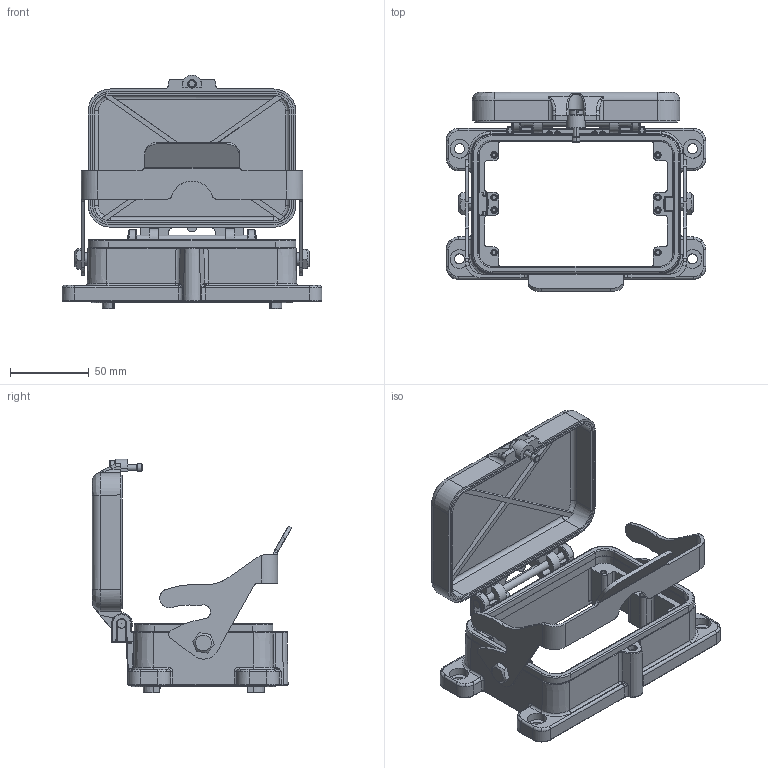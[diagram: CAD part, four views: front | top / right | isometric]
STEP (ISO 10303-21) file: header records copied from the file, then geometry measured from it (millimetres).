
FILE_DESCRIPTION (( 'STEP AP203' ), '1' );
FILE_NAME ('H48B-MBK-1L_S-CV.STP', '2017-08-30T12:11:05', ( '微软用户' ), ( '微软中国' ), 'SwSTEP 2.0', 'SolidWorks 2012', '' );
FILE_SCHEMA (( 'CONFIG_CONTROL_DESIGN' ));
Products named in the file (1): H48B-MBK-1L_S-CV
Bounding box: 164.99 x 126.52 x 148.6 mm (x, y, z)
Volume: 219308.2 mm3; surface area: 118896.8 mm2
Topology: 1 solids, 3 shells, 1270 faces, 3200 edges, 1947 vertices
Faces by surface type: cylinder 460, bspline 364, plane 341, cone 95, torus 10
Entity records: 56519 total; most frequent: CARTESIAN_POINT 29630, ORIENTED_EDGE 6358, DIRECTION 4505, EDGE_CURVE 3179, VERTEX_POINT 1946, AXIS2_PLACEMENT_3D 1603, EDGE_LOOP 1325, LINE 1299
